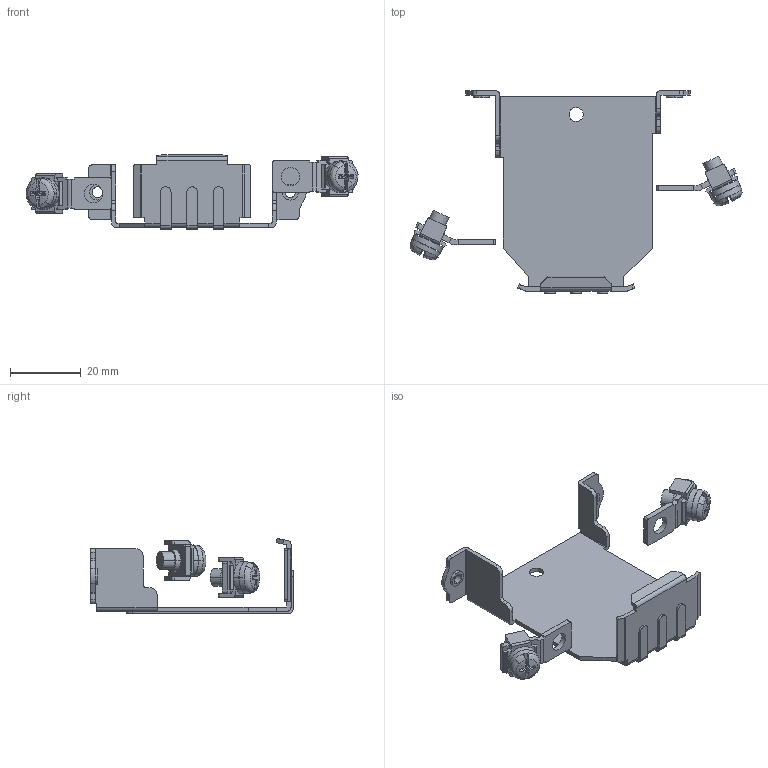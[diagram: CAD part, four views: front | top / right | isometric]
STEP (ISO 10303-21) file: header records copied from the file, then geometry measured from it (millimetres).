
FILE_DESCRIPTION (( 'STEP AP203' ), '1' );
FILE_NAME ('OUTSIDE-NC9Z-MA11.STEP', '2014-03-27T00:28:24', ( 'IDEC' ), ( '' ), 'SwSTEP 2.0', 'SolidWorks 2012', '' );
FILE_SCHEMA (( 'CONFIG_CONTROL_DESIGN' ));
Length unit declared in the file: millimetre
Products named in the file (3): OUTSIDE_NC1V-PANEL-MOUNT1; OUTSIDE-NC9Z-MA11; OUTSIDE_NC1V-REAR-ADAPTOR
Assembly tree (3 placements, depth 2):
  OUTSIDE-NC9Z-MA11
    OUTSIDE_NC1V-PANEL-MOUNT1
    OUTSIDE_NC1V-REAR-ADAPTOR  x2
Bounding box: 94.18 x 57.4 x 21.2 mm (x, y, z)
Volume: 6097.8 mm3; surface area: 10082 mm2
Topology: 3 solids, 3 shells, 404 faces, 1148 edges, 758 vertices
Faces by surface type: plane 262, cylinder 106, bspline 18, cone 18
Entity records: 9803 total; most frequent: CARTESIAN_POINT 2062, ORIENTED_EDGE 1598, DIRECTION 1491, EDGE_CURVE 799, LINE 547, VECTOR 547, VERTEX_POINT 529, AXIS2_PLACEMENT_3D 472
